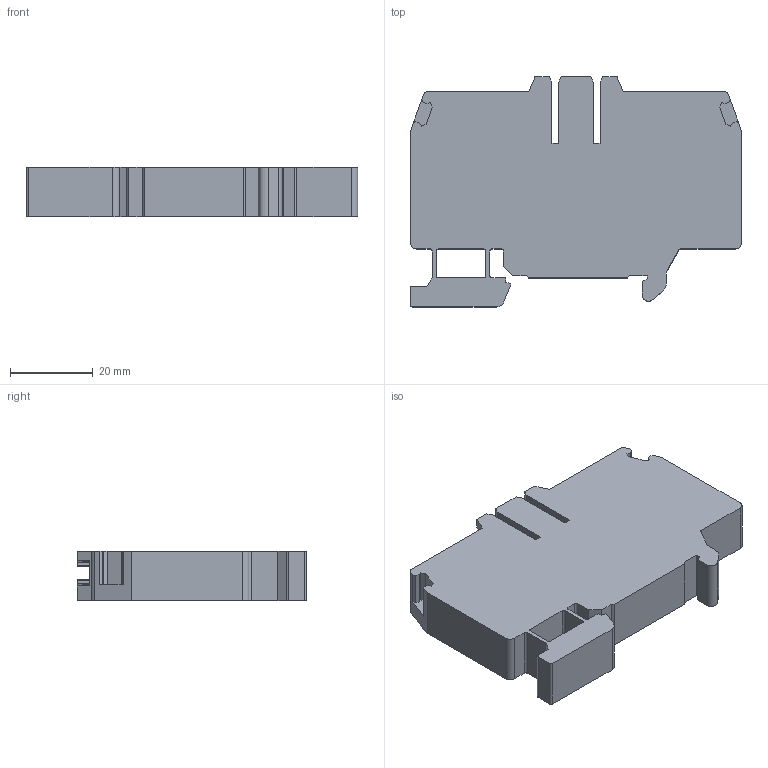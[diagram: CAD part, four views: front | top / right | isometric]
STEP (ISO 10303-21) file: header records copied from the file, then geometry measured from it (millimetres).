
FILE_DESCRIPTION(('CoCreate Modeling STEP Export'),'2;1');
FILE_NAME('HTE.16.stp','2011-07-12T15:31:49',(''),(''),'CoCreate Modeling STEP processor for AP214 (Solid Model)','CoCreate Modeling 17.0 01-Apr-2010 (C) Parametric Technology GmbH','');
FILE_SCHEMA(('AUTOMOTIVE_DESIGN { 1 0 10303 214 1 1 1 1 }'));
Length unit declared in the file: millimetre
Products named in the file (2): Isolante_HTE.16
Assembly tree (1 placements, depth 2):
  Isolante_HTE.16
    Isolante_HTE.16
Bounding box: 80 x 55.5 x 12 mm (x, y, z)
Volume: 40442.7 mm3; surface area: 12340.3 mm2
Topology: 1 solids, 1 shells, 199 faces, 575 edges, 382 vertices
Faces by surface type: plane 166, cylinder 33
Entity records: 6341 total; most frequent: ORIENTED_EDGE 1150, CARTESIAN_POINT 1123, DIRECTION 977, EDGE_CURVE 575, VECTOR 505, LINE 505, VERTEX_POINT 382, AXIS2_PLACEMENT_3D 236
